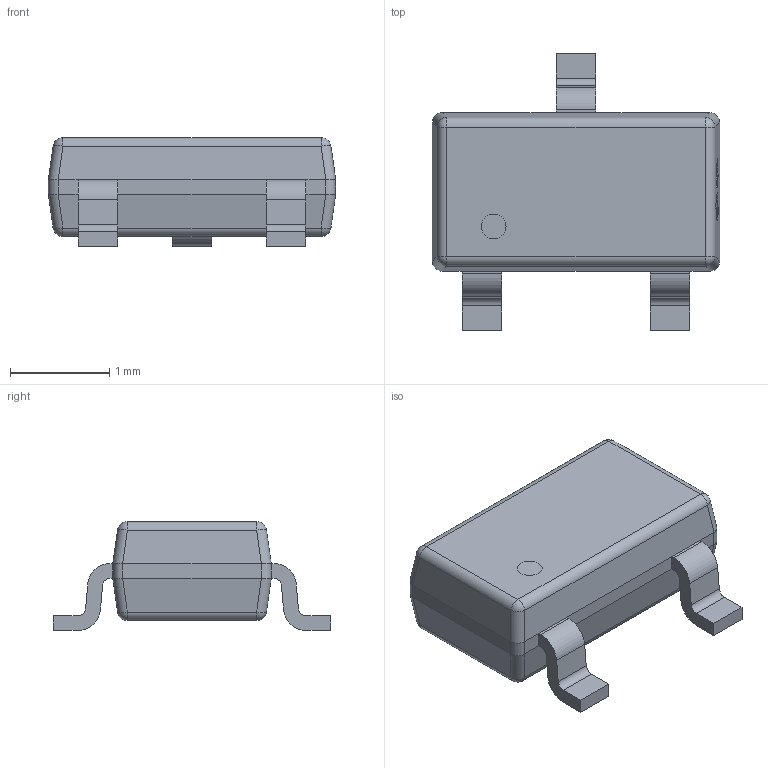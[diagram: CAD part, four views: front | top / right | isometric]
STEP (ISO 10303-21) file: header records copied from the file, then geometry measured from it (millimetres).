
FILE_DESCRIPTION (( 'STEP AP214' ), '1' );
FILE_NAME ('SOT-23-3L_L2.9-W1.6-H1.1-LS2.8-P0.95.step', '2025-04-23T01:52:19', ( '' ), ( '' ), 'SwSTEP 2.0', 'SolidWorks 2021', '' );
FILE_SCHEMA (( 'AUTOMOTIVE_DESIGN' ));
Length unit declared in the file: millimetre
Products named in the file (1): SOT-23-3L_L2.9-W1.6-H1.1-LS2.8-P0.95
Bounding box: 2.9 x 2.8 x 1.1 mm (x, y, z)
Volume: 4.6 mm3; surface area: 19.6 mm2
Topology: 1 solids, 1 shells, 311 faces, 831 edges, 542 vertices
Faces by surface type: plane 171, bspline 98, cylinder 34, sphere 8
Entity records: 13556 total; most frequent: CARTESIAN_POINT 3063, ORIENTED_EDGE 1662, DIRECTION 1087, EDGE_CURVE 831, LINE 555, VECTOR 555, VERTEX_POINT 542, EDGE_LOOP 331
